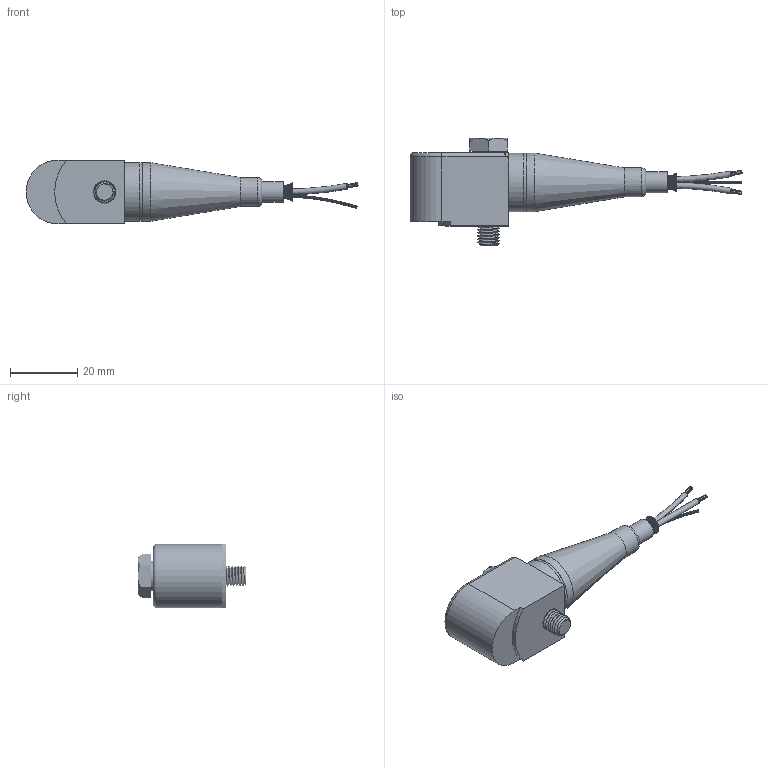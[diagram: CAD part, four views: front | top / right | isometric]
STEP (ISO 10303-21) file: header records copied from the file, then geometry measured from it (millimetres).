
FILE_DESCRIPTION(/* description */ (''),/* implementation_level */ '2;1');
FILE_NAME(/* name */ 'MASTER_MEDIUM_SIDE-EXIT_INTEGRAL_LSZH.stp',/* time_stamp */ '2026-03-25T12:05:33-04:00',/* author */ ('cthayer'),/* organization */ (''),/* preprocessor_version */ 'ST-DEVELOPER v20',/* originating_system */ 'Autodesk Inventor 2025',/* authorisation */ '');
FILE_SCHEMA (('AUTOMOTIVE_DESIGN { 1 0 10303 214 3 1 1 }'));
Length unit declared in the file: inch
Products named in the file (1): AC194-2D
Bounding box: 98.88 x 32.13 x 19.05 mm (x, y, z)
Volume: 17717.6 mm3; surface area: 6404.2 mm2
Topology: 1 solids, 1 shells, 730 faces, 2399 edges, 1441 vertices
Faces by surface type: bspline 384, plane 241, cylinder 94, torus 6, cone 5
Full cylindrical faces by diameter (mm): 0.127 x19, 0.203 x38, 3.353 x1, 3.988 x1, 4.115 x1, 4.142 x1, 4.267 x1, 4.953 x1, 5.359 x1, 6.223 x1, 6.35 x4, 6.756 x1, 8.636 x1, 8.89 x1, 17.462 x1, 17.475 x2
Entity records: 51086 total; most frequent: CARTESIAN_POINT 32109, ORIENTED_EDGE 4802, DIRECTION 2827, EDGE_CURVE 2401, VERTEX_POINT 1441, AXIS2_PLACEMENT_3D 1356, B_SPLINE_CURVE_WITH_KNOTS 1277, CIRCLE 999
